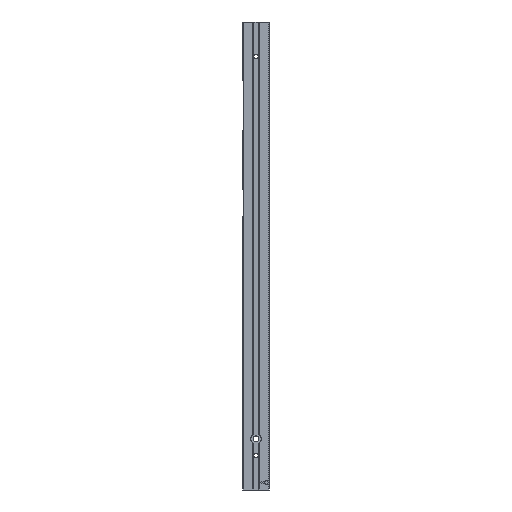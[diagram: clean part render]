
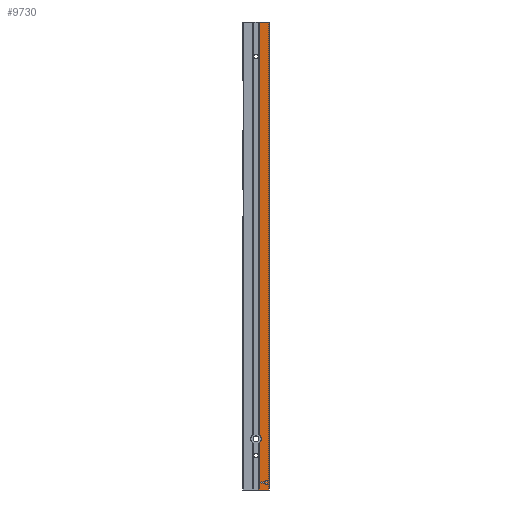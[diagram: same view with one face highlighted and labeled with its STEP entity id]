
A CAD part, front view. The second image highlights one B-rep face of the part: STEP entity #9730.
In plain terms, the highlighted planar face has unit normal (0, -1, 0).
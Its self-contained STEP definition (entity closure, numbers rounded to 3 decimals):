
#21 = ORIENTED_EDGE ( 'NONE', *, *, #1096, .T. ) ;
#22 = EDGE_CURVE ( 'NONE', #7181, #8331, #10682, .T. ) ;
#43 = CARTESIAN_POINT ( 'NONE',  ( 2.86, -7.5, 4.068 ) ) ;
#172 = EDGE_CURVE ( 'NONE', #6732, #7181, #2589, .T. ) ;
#320 = EDGE_LOOP ( 'NONE', ( #1853, #1080, #9500, #3812, #4605, #9521 ) ) ;
#491 = DIRECTION ( 'NONE',  ( 0., 0., -1. ) ) ;
#597 = CARTESIAN_POINT ( 'NONE',  ( 1.75, -7.5, 270. ) ) ;
#680 = EDGE_CURVE ( 'NONE', #8408, #3420, #8152, .T. ) ;
#707 = AXIS2_PLACEMENT_3D ( 'NONE', #9118, #5785, #6733 ) ;
#757 = EDGE_CURVE ( 'NONE', #10652, #2865, #5575, .T. ) ;
#814 = FACE_OUTER_BOUND ( 'NONE', #320, .T. ) ;
#870 = FACE_BOUND ( 'NONE', #10932, .T. ) ;
#979 = PLANE ( 'NONE',  #6223 ) ;
#1008 = CARTESIAN_POINT ( 'NONE',  ( 7.5, -7.5, 0. ) ) ;
#1009 = VECTOR ( 'NONE', #2144, 1000. ) ;
#1039 = EDGE_CURVE ( 'NONE', #10652, #2243, #8135, .T. ) ;
#1080 = ORIENTED_EDGE ( 'NONE', *, *, #1039, .T. ) ;
#1096 = EDGE_CURVE ( 'NONE', #5921, #6732, #5606, .T. ) ;
#1304 = CARTESIAN_POINT ( 'NONE',  ( 1.75, -7.5, 270. ) ) ;
#1315 = CARTESIAN_POINT ( 'NONE',  ( 6.4, -7.5, 3.06 ) ) ;
#1316 = DIRECTION ( 'NONE',  ( 1., 0., 0. ) ) ;
#1648 = CARTESIAN_POINT ( 'NONE',  ( 6.4, -7.5, 3.06 ) ) ;
#1853 = ORIENTED_EDGE ( 'NONE', *, *, #757, .F. ) ;
#1947 = CARTESIAN_POINT ( 'NONE',  ( 2.86, -7.5, 4.583 ) ) ;
#2144 = DIRECTION ( 'NONE',  ( 0., 0., -1. ) ) ;
#2147 = CARTESIAN_POINT ( 'NONE',  ( 6.4, -7.5, 4.982 ) ) ;
#2225 = DIRECTION ( 'NONE',  ( 0., 0., -1. ) ) ;
#2243 = VERTEX_POINT ( 'NONE', #6773 ) ;
#2453 = CARTESIAN_POINT ( 'NONE',  ( 6.4, -7.5, 3.669 ) ) ;
#2491 = VERTEX_POINT ( 'NONE', #4658 ) ;
#2549 = LINE ( 'NONE', #7131, #9990 ) ;
#2568 = LINE ( 'NONE', #43, #5060 ) ;
#2589 = LINE ( 'NONE', #7730, #9944 ) ;
#2865 = VERTEX_POINT ( 'NONE', #4768 ) ;
#2940 = DIRECTION ( 'NONE',  ( -0.967, 0., -0.255 ) ) ;
#2986 = LINE ( 'NONE', #6598, #5151 ) ;
#3061 = VECTOR ( 'NONE', #1316, 1000. ) ;
#3066 = LINE ( 'NONE', #597, #5282 ) ;
#3076 = VECTOR ( 'NONE', #2940, 1000. ) ;
#3321 = EDGE_CURVE ( 'NONE', #8535, #5019, #4868, .T. ) ;
#3420 = VERTEX_POINT ( 'NONE', #6106 ) ;
#3529 = DIRECTION ( 'NONE',  ( 0., 0., 1. ) ) ;
#3595 = EDGE_CURVE ( 'NONE', #2491, #2865, #3066, .T. ) ;
#3734 = ORIENTED_EDGE ( 'NONE', *, *, #7927, .T. ) ;
#3812 = ORIENTED_EDGE ( 'NONE', *, *, #10307, .T. ) ;
#3910 = CARTESIAN_POINT ( 'NONE',  ( 5.345, -7.5, 3.947 ) ) ;
#4214 = CARTESIAN_POINT ( 'NONE',  ( 7.25, -7.5, 270. ) ) ;
#4441 = DIRECTION ( 'NONE',  ( 1., 0., 0. ) ) ;
#4531 = DIRECTION ( 'NONE',  ( 0.967, 0., -0.255 ) ) ;
#4605 = ORIENTED_EDGE ( 'NONE', *, *, #7313, .F. ) ;
#4658 = CARTESIAN_POINT ( 'NONE',  ( 1.75, -7.5, 270. ) ) ;
#4703 = EDGE_CURVE ( 'NONE', #8331, #8408, #2549, .T. ) ;
#4768 = CARTESIAN_POINT ( 'NONE',  ( 1.75, -7.5, 31.937 ) ) ;
#4868 = LINE ( 'NONE', #1315, #5090 ) ;
#4920 = CARTESIAN_POINT ( 'NONE',  ( 2.86, -7.5, 4.068 ) ) ;
#4952 = VECTOR ( 'NONE', #4441, 1000. ) ;
#5019 = VERTEX_POINT ( 'NONE', #4920 ) ;
#5060 = VECTOR ( 'NONE', #3529, 1000. ) ;
#5090 = VECTOR ( 'NONE', #10019, 1000. ) ;
#5151 = VECTOR ( 'NONE', #9880, 1000. ) ;
#5282 = VECTOR ( 'NONE', #2225, 1000. ) ;
#5395 = VERTEX_POINT ( 'NONE', #4214 ) ;
#5398 = EDGE_CURVE ( 'NONE', #2243, #9075, #9359, .T. ) ;
#5575 = CIRCLE ( 'NONE', #707, 3. ) ;
#5606 = LINE ( 'NONE', #9890, #6590 ) ;
#5785 = DIRECTION ( 'NONE',  ( 0., -1., 0. ) ) ;
#5835 = ORIENTED_EDGE ( 'NONE', *, *, #3321, .T. ) ;
#5854 = LINE ( 'NONE', #2453, #7760 ) ;
#5921 = VERTEX_POINT ( 'NONE', #1947 ) ;
#5956 = CARTESIAN_POINT ( 'NONE',  ( 7.5, -7.5, 270. ) ) ;
#5974 = ORIENTED_EDGE ( 'NONE', *, *, #680, .T. ) ;
#6010 = DIRECTION ( 'NONE',  ( 0., 0., -1. ) ) ;
#6048 = DIRECTION ( 'NONE',  ( 0., 0., -1. ) ) ;
#6106 = CARTESIAN_POINT ( 'NONE',  ( 6.4, -7.5, 3.669 ) ) ;
#6203 = ORIENTED_EDGE ( 'NONE', *, *, #8077, .T. ) ;
#6223 = AXIS2_PLACEMENT_3D ( 'NONE', #5956, #9387, #11161 ) ;
#6374 = CARTESIAN_POINT ( 'NONE',  ( 7.25, -7.5, 0. ) ) ;
#6527 = CARTESIAN_POINT ( 'NONE',  ( 1.75, -7.5, 27.063 ) ) ;
#6590 = VECTOR ( 'NONE', #7915, 1000. ) ;
#6598 = CARTESIAN_POINT ( 'NONE',  ( 7.25, -7.5, 270. ) ) ;
#6732 = VERTEX_POINT ( 'NONE', #10043 ) ;
#6733 = DIRECTION ( 'NONE',  ( 0., 0., -1. ) ) ;
#6773 = CARTESIAN_POINT ( 'NONE',  ( 1.75, -7.5, 0. ) ) ;
#7078 = CARTESIAN_POINT ( 'NONE',  ( 6.4, -7.5, 4.982 ) ) ;
#7131 = CARTESIAN_POINT ( 'NONE',  ( 5.345, -7.5, 4.703 ) ) ;
#7181 = VERTEX_POINT ( 'NONE', #7078 ) ;
#7249 = ORIENTED_EDGE ( 'NONE', *, *, #22, .T. ) ;
#7313 = EDGE_CURVE ( 'NONE', #2491, #5395, #10927, .T. ) ;
#7730 = CARTESIAN_POINT ( 'NONE',  ( 6.4, -7.5, 5.593 ) ) ;
#7760 = VECTOR ( 'NONE', #491, 1000. ) ;
#7913 = VECTOR ( 'NONE', #4531, 1000. ) ;
#7915 = DIRECTION ( 'NONE',  ( 0.962, 0., 0.274 ) ) ;
#7927 = EDGE_CURVE ( 'NONE', #5019, #5921, #2568, .T. ) ;
#8046 = CARTESIAN_POINT ( 'NONE',  ( 5.345, -7.5, 4.703 ) ) ;
#8077 = EDGE_CURVE ( 'NONE', #3420, #8535, #5854, .T. ) ;
#8135 = LINE ( 'NONE', #1304, #1009 ) ;
#8152 = LINE ( 'NONE', #3910, #7913 ) ;
#8331 = VERTEX_POINT ( 'NONE', #8046 ) ;
#8383 = CARTESIAN_POINT ( 'NONE',  ( 5.345, -7.5, 3.947 ) ) ;
#8408 = VERTEX_POINT ( 'NONE', #8383 ) ;
#8535 = VERTEX_POINT ( 'NONE', #1648 ) ;
#9075 = VERTEX_POINT ( 'NONE', #6374 ) ;
#9115 = CARTESIAN_POINT ( 'NONE',  ( 7.5, -7.5, 270. ) ) ;
#9118 = CARTESIAN_POINT ( 'NONE',  ( 0., -7.5, 29.5 ) ) ;
#9359 = LINE ( 'NONE', #1008, #4952 ) ;
#9387 = DIRECTION ( 'NONE',  ( 0., 1., 0. ) ) ;
#9500 = ORIENTED_EDGE ( 'NONE', *, *, #5398, .T. ) ;
#9521 = ORIENTED_EDGE ( 'NONE', *, *, #3595, .T. ) ;
#9669 = ORIENTED_EDGE ( 'NONE', *, *, #4703, .T. ) ;
#9730 = ADVANCED_FACE ( 'NONE', ( #814, #870 ), #979, .F. ) ;
#9743 = ORIENTED_EDGE ( 'NONE', *, *, #172, .T. ) ;
#9880 = DIRECTION ( 'NONE',  ( 0., 0., 1. ) ) ;
#9890 = CARTESIAN_POINT ( 'NONE',  ( 2.86, -7.5, 4.583 ) ) ;
#9944 = VECTOR ( 'NONE', #6048, 1000. ) ;
#9990 = VECTOR ( 'NONE', #6010, 1000. ) ;
#10019 = DIRECTION ( 'NONE',  ( -0.962, 0., 0.274 ) ) ;
#10043 = CARTESIAN_POINT ( 'NONE',  ( 6.4, -7.5, 5.593 ) ) ;
#10307 = EDGE_CURVE ( 'NONE', #9075, #5395, #2986, .T. ) ;
#10652 = VERTEX_POINT ( 'NONE', #6527 ) ;
#10682 = LINE ( 'NONE', #2147, #3076 ) ;
#10927 = LINE ( 'NONE', #9115, #3061 ) ;
#10932 = EDGE_LOOP ( 'NONE', ( #21, #9743, #7249, #9669, #5974, #6203, #5835, #3734 ) ) ;
#11161 = DIRECTION ( 'NONE',  ( -1., 0., 0. ) ) ;
